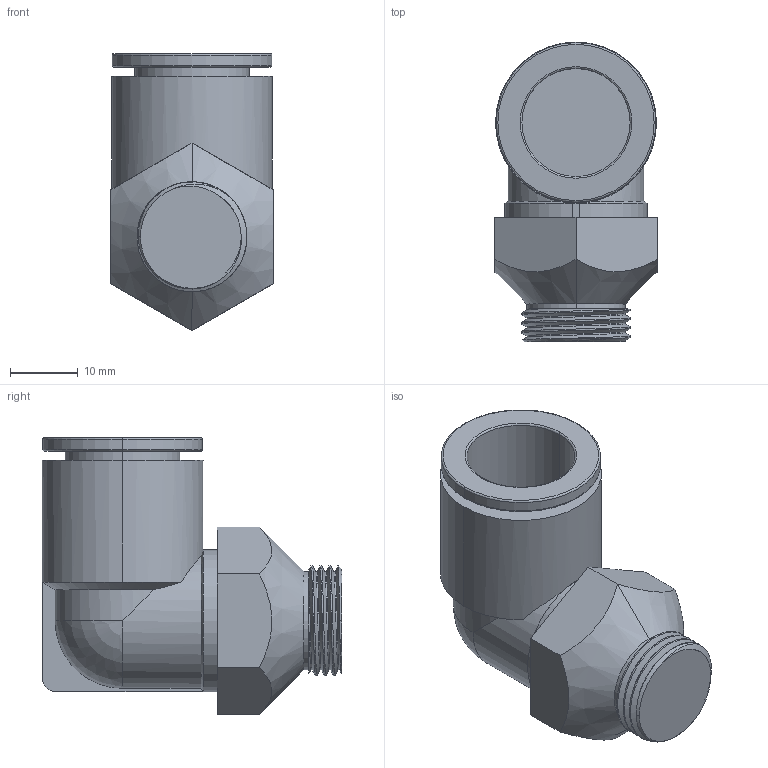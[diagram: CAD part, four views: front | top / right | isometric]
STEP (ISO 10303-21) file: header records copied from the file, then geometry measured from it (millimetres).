
FILE_DESCRIPTION (( 'STEP AP214' ), '1' );
FILE_NAME ('KQ2L16-U03A.step.step', '2017-09-22T04:56:52', ( 'Windows User' ), ( '' ), 'SwSTEP 2.0', 'SolidWorks 2017', '' );
FILE_SCHEMA (( 'AUTOMOTIVE_DESIGN' ));
Length unit declared in the file: millimetre
Products named in the file (4): KQ2L16-U03A.step_KQ2(L-LF-LE-W)_16-03; KQ2L16-U03A.step_BUTTON_16; KQ2L16-U03A.step_STUD_M_U03; KQ2L16-U03A.step
Assembly tree (3 placements, depth 2):
  KQ2L16-U03A.step
    KQ2L16-U03A.step_STUD_M_U03
    KQ2L16-U03A.step_KQ2(L-LF-LE-W)_16-03
    KQ2L16-U03A.step_BUTTON_16
Bounding box: 24 x 44.3 x 40.96 mm (x, y, z)
Volume: 17473.2 mm3; surface area: 9233.3 mm2
Topology: 3 solids, 3 shells, 80 faces, 199 edges, 126 vertices
Faces by surface type: cylinder 37, plane 24, cone 9, torus 6, bspline 2, sphere 2
Entity records: 3256 total; most frequent: CARTESIAN_POINT 1304, ORIENTED_EDGE 394, DIRECTION 374, EDGE_CURVE 197, AXIS2_PLACEMENT_3D 151, VERTEX_POINT 126, EDGE_LOOP 85, ADVANCED_FACE 80
